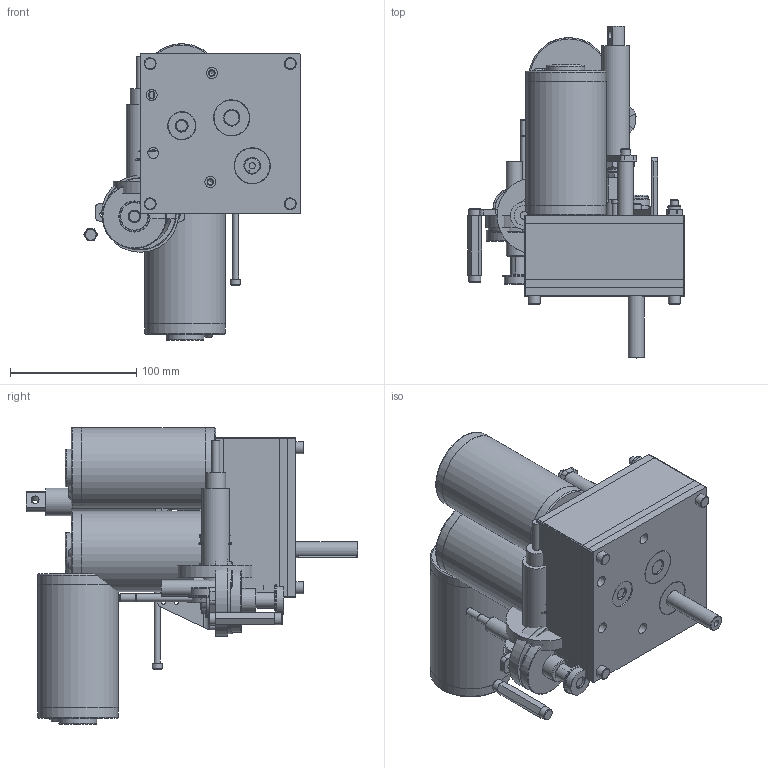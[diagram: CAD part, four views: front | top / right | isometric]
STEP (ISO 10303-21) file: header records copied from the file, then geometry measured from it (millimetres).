
FILE_DESCRIPTION( ( 'Unknown' ), '1' );
FILE_NAME( 'super-shifter-asm-penumatic-motor-cyl.stp', 'Unknown', ( 'Unknown' ), ( 'Unknown' ), 'XStep 1.0', 'Unknown', ' ' );
FILE_SCHEMA( ( 'CONFIG_CONTROL_DESIGN' ) );
Length unit declared in the file: millimetre
Products named in the file (48): Assem1; Shift-block; super_shifter_asm; SS_Cluster_shaft; SS_Output_shaft_assy; amshifter2_d03; r3 bearing; amshifter2_d08; 0625x3125_roll_pin; 4-40x0500_shcs; amshifter2_d13; amshifter2_d11; 67353805 washer; fr-6-zz; super_d18; amshifter2_d21; super_d19; amshifter2_d09; amshifter2_d14; 67501726 0925x100 roll pin; 125x124x400_key; fr-8-zz; fr-6; super_d02; super_d07; r8 bearing; amshifter2_d05; super_d06; super_d08; super_d04; super_d11-v2; super_d05; super_d01; 14-20_nylock_nut; 14-20x3000_shcs; 14-20x2500_shcs; 94674A537_captive-nut; e4p-250-250-encoder; 10-32x0500_shcs; super_d10 ...
Bounding box: 171.72 x 263.19 x 235.24 mm (x, y, z)
Volume: 2713165.8 mm3; surface area: 807121.4 mm2
Topology: 166 solids, 166 shells, 2820 faces, 6493 edges, 4099 vertices
Faces by surface type: plane 1301, cylinder 1032, cone 304, sphere 116, bspline 42, torus 25
Full cylindrical faces by diameter (mm): 1.587 x8, 1.941 x6, 2.156 x8, 2.337 x8, 2.381 x4, 2.489 x6, 2.591 x4, 2.794 x7, 3.307 x12, 3.967 x12, 4.039 x6, 4.623 x7, 4.724 x4, 4.775 x9, 4.826 x3, 4.976 x13, 5.207 x18, 5.309 x4, 5.334 x4, 5.367 x6, 5.461 x4, 6.299 x3, 6.35 x17, 6.706 x21, 7.823 x5, 7.938 x3, 8 x3, 8.636 x6, 8.712 x12, 9.398 x10
Entity records: 21672 total; most frequent: CARTESIAN_POINT 3786, DIRECTION 3490, ORIENTED_EDGE 2694, AXIS2_PLACEMENT_3D 1400, EDGE_CURVE 1347, EDGE_LOOP 1134, VERTEX_POINT 992, FACE_OUTER_BOUND 865
